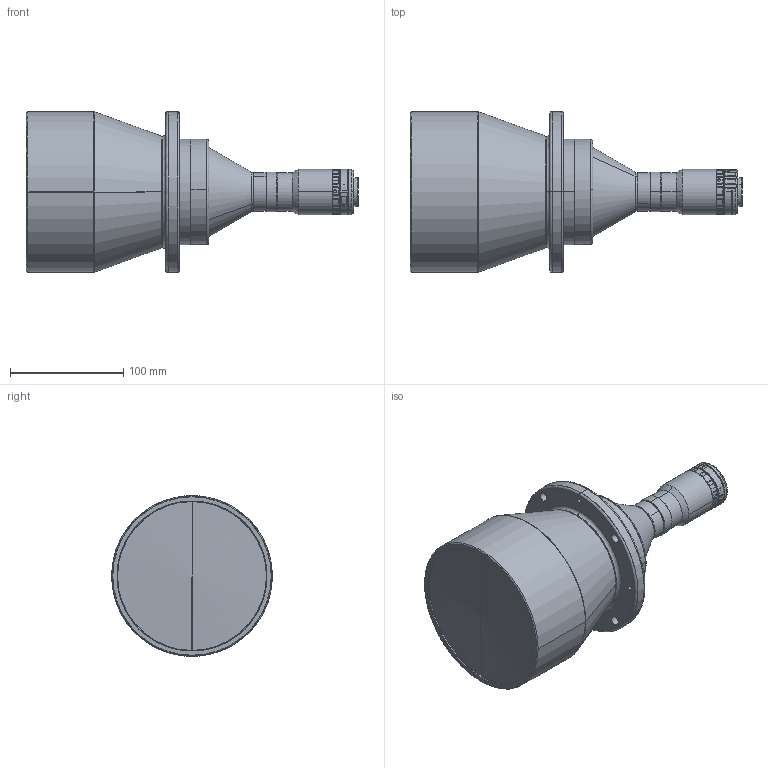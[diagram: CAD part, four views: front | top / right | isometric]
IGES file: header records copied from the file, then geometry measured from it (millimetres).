
Start section: SolidWorks IGES file using analytic representation for surfaces
Global section: file name: DTCM111-100H-AL.IGS; native system: SolidWorks 2017; preprocessor: SolidWorks 2017; author: frank; date: 201112.210324; units: millimetre
Bounding box: 293.34 x 142 x 142 mm (x, y, z)
Surface area: 120817.8 mm2 (no closed solid volume)
Topology: 0 solids, 0 shells, 247 faces, 3735 edges, 3733 vertices
Faces by surface type: revolution 211, bspline 36
